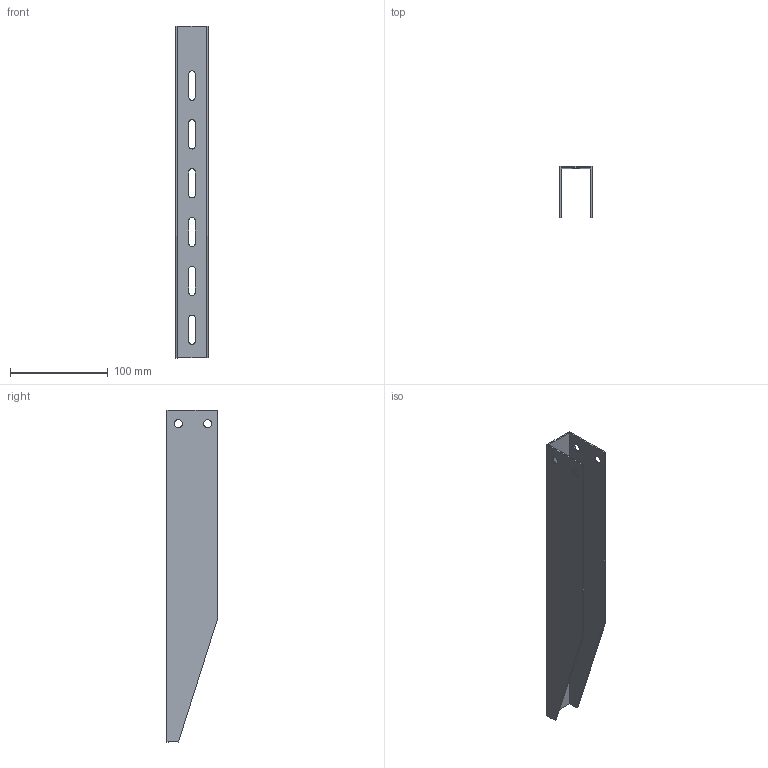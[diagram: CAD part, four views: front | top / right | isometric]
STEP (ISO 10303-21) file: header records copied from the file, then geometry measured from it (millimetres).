
FILE_DESCRIPTION(/* description */ (''),/* implementation_level */ '2;1');
FILE_NAME(/* name */ 'KBO300.ipt.stp',/* time_stamp */ '2023-05-17T16:24:24+03:00',/* author */ ('Ртищев А.О.'),/* organization */ (''),/* preprocessor_version */ 'ST-DEVELOPER v19.2',/* originating_system */ 'Autodesk Inventor 2023',/* authorisation */ '');
FILE_SCHEMA (('AUTOMOTIVE_DESIGN { 1 0 10303 214 3 1 1 }'));
Length unit declared in the file: millimetre
Products named in the file (1): Консоль без 
опоры 300 мм, KBO300
Bounding box: 33 x 51.91 x 340 mm (x, y, z)
Volume: 58692.5 mm3; surface area: 80344 mm2
Topology: 1 solids, 1 shells, 48 faces, 138 edges, 92 vertices
Faces by surface type: plane 32, cylinder 16
Full cylindrical faces by diameter (mm): 8.2 x4
Entity records: 1714 total; most frequent: CARTESIAN_POINT 279, ORIENTED_EDGE 276, DIRECTION 268, EDGE_CURVE 138, LINE 106, VECTOR 106, VERTEX_POINT 92, AXIS2_PLACEMENT_3D 81
